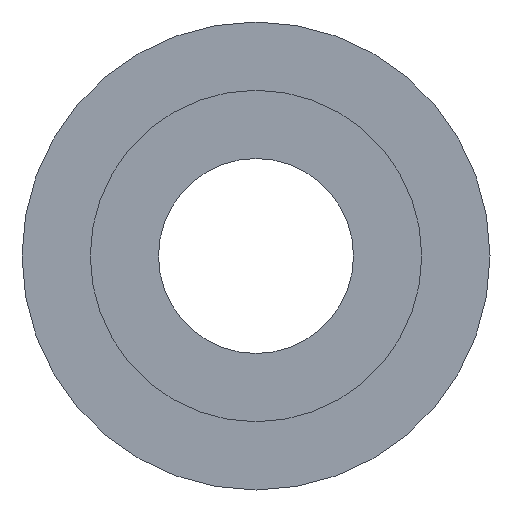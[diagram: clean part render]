
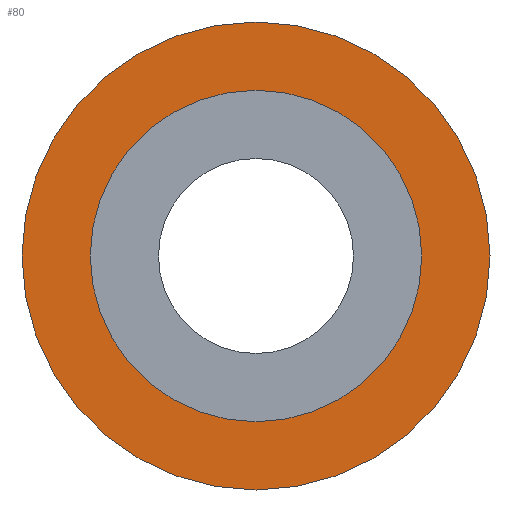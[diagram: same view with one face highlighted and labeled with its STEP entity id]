
A CAD part, front view. The second image highlights one B-rep face of the part: STEP entity #80.
In plain terms, the highlighted planar face has unit normal (0, -1, 0).
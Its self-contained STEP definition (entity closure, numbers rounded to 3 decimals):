
#13 = DIRECTION ( 'NONE',  ( 0., 1., 0. ) ) ;
#14 = VERTEX_POINT ( 'NONE', #312 ) ;
#16 = EDGE_CURVE ( 'NONE', #161, #191, #266, .T. ) ;
#18 = ORIENTED_EDGE ( 'NONE', *, *, #147, .F. ) ;
#22 = EDGE_CURVE ( 'NONE', #335, #14, #356, .T. ) ;
#29 = DIRECTION ( 'NONE',  ( 0., 0., 1. ) ) ;
#31 = PLANE ( 'NONE',  #223 ) ;
#46 = ORIENTED_EDGE ( 'NONE', *, *, #16, .T. ) ;
#56 = FACE_BOUND ( 'NONE', #95, .T. ) ;
#57 = CIRCLE ( 'NONE', #103, 26.987 ) ;
#67 = DIRECTION ( 'NONE',  ( 0., 0., 1. ) ) ;
#75 = ORIENTED_EDGE ( 'NONE', *, *, #224, .T. ) ;
#80 = ADVANCED_FACE ( 'NONE', ( #56, #334 ), #31, .F. ) ;
#81 = DIRECTION ( 'NONE',  ( 0., 1., 0. ) ) ;
#82 = CARTESIAN_POINT ( 'NONE',  ( 0., -97.5, 0. ) ) ;
#83 = AXIS2_PLACEMENT_3D ( 'NONE', #207, #13, #239 ) ;
#95 = EDGE_LOOP ( 'NONE', ( #75, #46 ) ) ;
#103 = AXIS2_PLACEMENT_3D ( 'NONE', #151, #316, #67 ) ;
#112 = DIRECTION ( 'NONE',  ( 0., 1., 0. ) ) ;
#117 = CARTESIAN_POINT ( 'NONE',  ( 0., -97.5, -26.987 ) ) ;
#126 = EDGE_LOOP ( 'NONE', ( #271, #18 ) ) ;
#147 = EDGE_CURVE ( 'NONE', #14, #335, #180, .T. ) ;
#151 = CARTESIAN_POINT ( 'NONE',  ( 0., -97.5, 0. ) ) ;
#161 = VERTEX_POINT ( 'NONE', #290 ) ;
#166 = CARTESIAN_POINT ( 'NONE',  ( 0., -97.5, 38.1 ) ) ;
#171 = DIRECTION ( 'NONE',  ( 0., 1., 0. ) ) ;
#180 = CIRCLE ( 'NONE', #83, 38.1 ) ;
#191 = VERTEX_POINT ( 'NONE', #117 ) ;
#198 = DIRECTION ( 'NONE',  ( 0., 0., 1. ) ) ;
#200 = CARTESIAN_POINT ( 'NONE',  ( 0., -97.5, 0. ) ) ;
#207 = CARTESIAN_POINT ( 'NONE',  ( 0., -97.5, 0. ) ) ;
#223 = AXIS2_PLACEMENT_3D ( 'NONE', #82, #112, #198 ) ;
#224 = EDGE_CURVE ( 'NONE', #191, #161, #57, .T. ) ;
#239 = DIRECTION ( 'NONE',  ( 0., 0., 1. ) ) ;
#266 = CIRCLE ( 'NONE', #325, 26.987 ) ;
#271 = ORIENTED_EDGE ( 'NONE', *, *, #22, .F. ) ;
#284 = DIRECTION ( 'NONE',  ( 0., 0., 1. ) ) ;
#285 = AXIS2_PLACEMENT_3D ( 'NONE', #338, #171, #29 ) ;
#290 = CARTESIAN_POINT ( 'NONE',  ( 0., -97.5, 26.987 ) ) ;
#312 = CARTESIAN_POINT ( 'NONE',  ( 0., -97.5, -38.1 ) ) ;
#316 = DIRECTION ( 'NONE',  ( 0., 1., 0. ) ) ;
#325 = AXIS2_PLACEMENT_3D ( 'NONE', #200, #81, #284 ) ;
#334 = FACE_OUTER_BOUND ( 'NONE', #126, .T. ) ;
#335 = VERTEX_POINT ( 'NONE', #166 ) ;
#338 = CARTESIAN_POINT ( 'NONE',  ( 0., -97.5, 0. ) ) ;
#356 = CIRCLE ( 'NONE', #285, 38.1 ) ;
